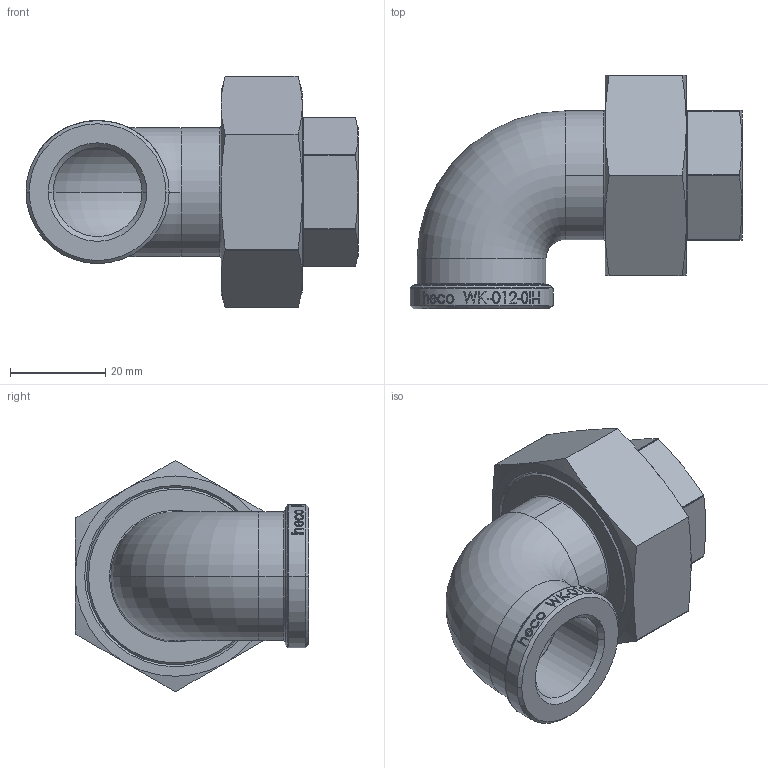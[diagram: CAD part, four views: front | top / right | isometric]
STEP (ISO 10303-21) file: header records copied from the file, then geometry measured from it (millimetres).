
FILE_DESCRIPTION (( 'STEP AP214' ), '1' );
FILE_NAME ('WK-012-0II-I heco.STEP', '2017-09-21T12:14:18', ( '' ), ( '' ), 'SwSTEP 2.0', 'SolidWorks 2016', '' );
FILE_SCHEMA (( 'AUTOMOTIVE_DESIGN' ));
Length unit declared in the file: millimetre
Products named in the file (1): WK-012-0II-I heco
Bounding box: 69.6 x 49 x 48.45 mm (x, y, z)
Volume: 33317.2 mm3; surface area: 15694.2 mm2
Topology: 1 solids, 1 shells, 277 faces, 687 edges, 441 vertices
Faces by surface type: plane 80, bspline 77, cylinder 70, cone 32, torus 18
Entity records: 18003 total; most frequent: CARTESIAN_POINT 10468, ORIENTED_EDGE 1374, DIRECTION 974, EDGE_CURVE 687, VERTEX_POINT 441, AXIS2_PLACEMENT_3D 402, EDGE_LOOP 308, B_SPLINE_CURVE_WITH_KNOTS 280
